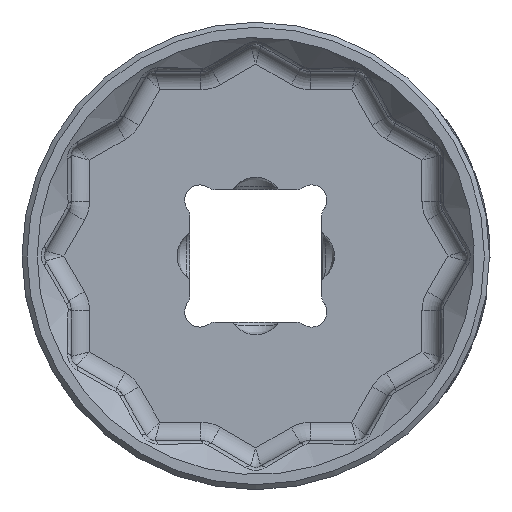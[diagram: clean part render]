
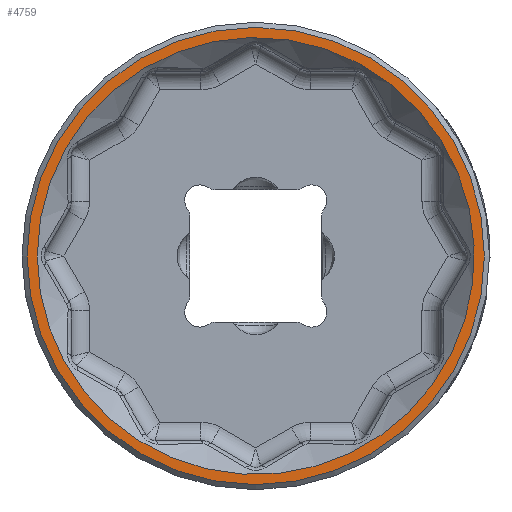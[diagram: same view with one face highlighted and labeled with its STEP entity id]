
A CAD part, left-side view. The second image highlights one B-rep face of the part: STEP entity #4759.
In plain terms, the highlighted planar face has unit normal (-1, 0, 0).
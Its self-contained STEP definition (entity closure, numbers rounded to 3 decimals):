
#54=FACE_BOUND('',#896,.T.);
#185=PLANE('',#5175);
#595=FACE_OUTER_BOUND('',#895,.T.);
#895=EDGE_LOOP('',(#4388));
#896=EDGE_LOOP('',(#4389));
#1542=CIRCLE('',#5169,21.5);
#1544=CIRCLE('',#5174,22.5);
#2231=VERTEX_POINT('',#11797);
#2233=VERTEX_POINT('',#11804);
#2952=EDGE_CURVE('',#2231,#2231,#1542,.T.);
#2954=EDGE_CURVE('',#2233,#2233,#1544,.T.);
#4388=ORIENTED_EDGE('',*,*,#2954,.F.);
#4389=ORIENTED_EDGE('',*,*,#2952,.T.);
#4759=ADVANCED_FACE('',(#595,#54),#185,.T.);
#5169=AXIS2_PLACEMENT_3D('',#11798,#6209,#6210);
#5174=AXIS2_PLACEMENT_3D('',#11805,#6219,#6220);
#5175=AXIS2_PLACEMENT_3D('',#11806,#6221,#6222);
#6209=DIRECTION('center_axis',(1.,0.,0.));
#6210=DIRECTION('ref_axis',(0.,-1.,0.));
#6219=DIRECTION('center_axis',(1.,0.,0.));
#6220=DIRECTION('ref_axis',(0.,-1.,0.));
#6221=DIRECTION('center_axis',(-1.,0.,0.));
#6222=DIRECTION('ref_axis',(0.,0.,1.));
#11797=CARTESIAN_POINT('',(-9.5,21.5,0.));
#11798=CARTESIAN_POINT('Origin',(-9.5,0.,0.));
#11804=CARTESIAN_POINT('',(-9.5,22.5,0.));
#11805=CARTESIAN_POINT('Origin',(-9.5,0.,
0.));
#11806=CARTESIAN_POINT('Origin',(-9.5,23.,0.));
